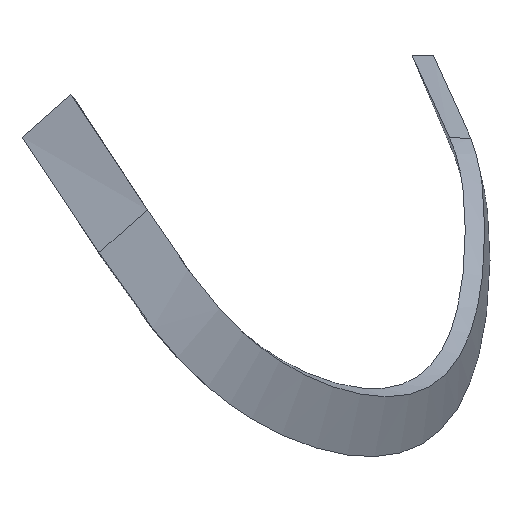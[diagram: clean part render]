
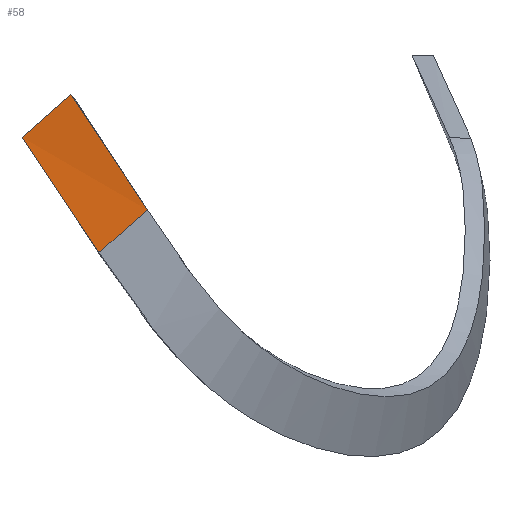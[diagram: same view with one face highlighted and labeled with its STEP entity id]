
A CAD part, left-side view. The second image highlights one B-rep face of the part: STEP entity #58.
In plain terms, the highlighted free-form (B-spline) face has degree [1, 2] with [2, 5] control points.
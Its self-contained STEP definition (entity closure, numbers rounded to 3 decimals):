
#20 = CARTESIAN_POINT ( 'NONE',  ( -38.37, 118.038, 37.01 ) ) ;
#28 = LINE ( 'NONE', #633, #487 ) ;
#32 = CARTESIAN_POINT ( 'NONE',  ( -34.921, 111.354, 10.152 ) ) ;
#41 = CARTESIAN_POINT ( 'NONE',  ( -36.966, 119.55, 22.485 ) ) ;
#47 =( BOUNDED_CURVE ( )  B_SPLINE_CURVE ( 2, ( #349, #41, #208 ),
 .UNSPECIFIED., .F., .T. ) 
 B_SPLINE_CURVE_WITH_KNOTS ( ( 3, 3 ),
 ( 0., 0.202 ),
 .UNSPECIFIED. ) 
 CURVE ( )  GEOMETRIC_REPRESENTATION_ITEM ( )  RATIONAL_B_SPLINE_CURVE ( ( 1., 0.999, 0.999 ) ) 
 REPRESENTATION_ITEM ( '' )  );
#58 = ADVANCED_FACE ( 'NONE', ( #389 ), #426, .T. ) ;
#84 = CARTESIAN_POINT ( 'NONE',  ( -31.473, 97.567, -10.509 ) ) ;
#90 = CARTESIAN_POINT ( 'NONE',  ( -34.283, 104.353, 16.397 ) ) ;
#106 = ORIENTED_EDGE ( 'NONE', *, *, #501, .F. ) ;
#131 = CARTESIAN_POINT ( 'NONE',  ( -30.186, 90.708, -4.241 ) ) ;
#136 = CARTESIAN_POINT ( 'NONE',  ( -24.553, 69.957, -51.805 ) ) ;
#148 = EDGE_CURVE ( 'NONE', #451, #205, #47, .T. ) ;
#205 = VERTEX_POINT ( 'NONE', #316 ) ;
#208 = CARTESIAN_POINT ( 'NONE',  ( -35.574, 113.976, 14.111 ) ) ;
#209 = ORIENTED_EDGE ( 'NONE', *, *, #148, .T. ) ;
#222 = CARTESIAN_POINT ( 'NONE',  ( -36.719, 112.51, 28.684 ) ) ;
#234 = DIRECTION ( 'NONE',  ( -0.054, 0.746, -0.663 ) ) ;
#241 = LINE ( 'NONE', #578, #358 ) ;
#243 = CARTESIAN_POINT ( 'NONE',  ( -38.351, 125.105, 30.842 ) ) ;
#270 = VERTEX_POINT ( 'NONE', #534 ) ;
#271 = DIRECTION ( 'NONE',  ( 0.002, 0.753, -0.658 ) ) ;
#275 = VERTEX_POINT ( 'NONE', #431 ) ;
#290 = ORIENTED_EDGE ( 'NONE', *, *, #548, .T. ) ;
#316 = CARTESIAN_POINT ( 'NONE',  ( -35.574, 113.976, 14.111 ) ) ;
#336 = CARTESIAN_POINT ( 'NONE',  ( -21.99, 63.46, -45.543 ) ) ;
#349 = CARTESIAN_POINT ( 'NONE',  ( -38.351, 125.105, 30.842 ) ) ;
#358 = VECTOR ( 'NONE', #234, 1000. ) ;
#364 = ORIENTED_EDGE ( 'NONE', *, *, #613, .F. ) ;
#385 = CARTESIAN_POINT ( 'NONE',  ( -28.025, 83.779, -31.17 ) ) ;
#389 = FACE_OUTER_BOUND ( 'NONE', #405, .T. ) ;
#405 = EDGE_LOOP ( 'NONE', ( #364, #106, #290, #209 ) ) ;
#426 =( BOUNDED_SURFACE ( )  B_SPLINE_SURFACE ( 1, 2, ( 
 ( #539, #90, #131, #480, #336 ),
 ( #495, #32, #84, #385, #136 ) ),
 .UNSPECIFIED., .F., .F., .F. ) 
 B_SPLINE_SURFACE_WITH_KNOTS ( ( 2, 2 ),
 ( 3, 2, 3 ),
 ( 0., 1. ),
 ( 0., 0.5, 1. ),
 .UNSPECIFIED. ) 
 GEOMETRIC_REPRESENTATION_ITEM ( )  RATIONAL_B_SPLINE_SURFACE ( (
 ( 1., 0.997, 1., 0.997, 1.),
 ( 1., 0.997, 1., 0.997, 1.) ) ) 
 REPRESENTATION_ITEM ( '' )  SURFACE ( )  );
#431 = CARTESIAN_POINT ( 'NONE',  ( -38.37, 118.038, 37.01 ) ) ;
#451 = VERTEX_POINT ( 'NONE', #243 ) ;
#480 = CARTESIAN_POINT ( 'NONE',  ( -26.09, 77.064, -24.879 ) ) ;
#487 = VECTOR ( 'NONE', #271, 1000. ) ;
#495 = CARTESIAN_POINT ( 'NONE',  ( -38.351, 125.105, 30.842 ) ) ;
#501 = EDGE_CURVE ( 'NONE', #275, #270, #587, .T. ) ;
#534 = CARTESIAN_POINT ( 'NONE',  ( -35.062, 106.975, 20.333 ) ) ;
#539 = CARTESIAN_POINT ( 'NONE',  ( -38.37, 118.038, 37.01 ) ) ;
#548 = EDGE_CURVE ( 'NONE', #275, #451, #28, .T. ) ;
#572 = CARTESIAN_POINT ( 'NONE',  ( -35.062, 106.975, 20.333 ) ) ;
#578 = CARTESIAN_POINT ( 'NONE',  ( -35.063, 106.975, 20.333 ) ) ;
#587 =( BOUNDED_CURVE ( )  B_SPLINE_CURVE ( 2, ( #20, #222, #572 ),
 .UNSPECIFIED., .F., .T. ) 
 B_SPLINE_CURVE_WITH_KNOTS ( ( 3, 3 ),
 ( 0., 0.202 ),
 .UNSPECIFIED. ) 
 CURVE ( )  GEOMETRIC_REPRESENTATION_ITEM ( )  RATIONAL_B_SPLINE_CURVE ( ( 1., 0.999, 0.999 ) ) 
 REPRESENTATION_ITEM ( '' )  );
#613 = EDGE_CURVE ( 'NONE', #270, #205, #241, .T. ) ;
#633 = CARTESIAN_POINT ( 'NONE',  ( -38.37, 118.038, 37.01 ) ) ;
